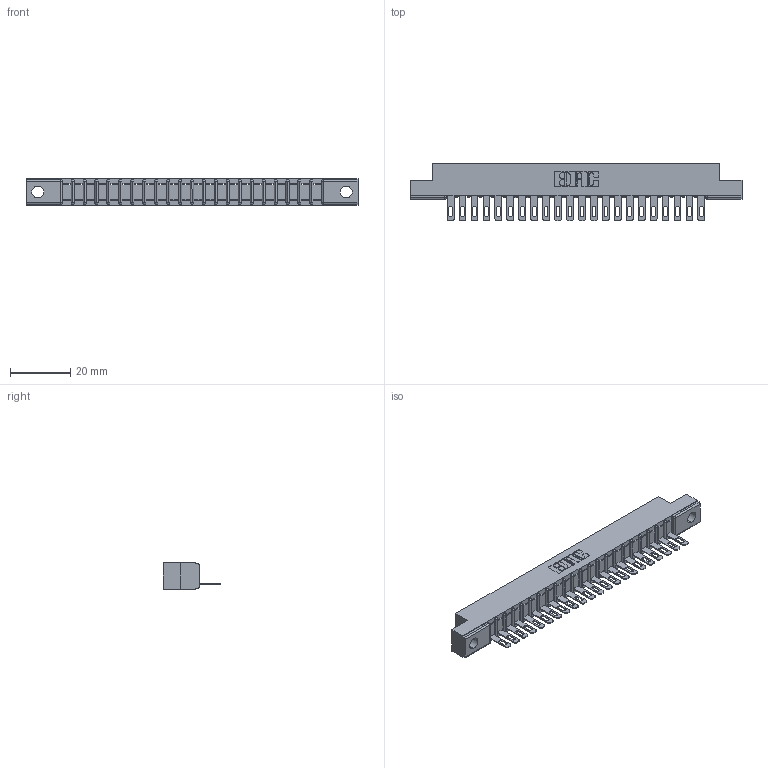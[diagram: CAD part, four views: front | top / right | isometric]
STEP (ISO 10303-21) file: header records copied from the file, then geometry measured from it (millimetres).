
FILE_DESCRIPTION (( 'STEP AP203' ), '1' );
FILE_NAME ('357-022-505-104.STEP', '2019-09-13T23:48:41', ( '' ), ( '' ), 'SwSTEP 2.0', 'SolidWorks 2016', '' );
FILE_SCHEMA (( 'CONFIG_CONTROL_DESIGN' ));
Length unit declared in the file: inch
Products named in the file (3): 307-290-001_505; 357-022-505-104; 307 Part_.156 Dia Mounting Holes
Assembly tree (23 placements, depth 2):
  357-022-505-104
    307 Part_.156 Dia Mounting Holes
    307-290-001_505  x22
Bounding box: 110.19 x 19.18 x 8.71 mm (x, y, z)
Volume: 6880.5 mm3; surface area: 10715.3 mm2
Topology: 23 solids, 23 shells, 1387 faces, 3923 edges, 2522 vertices
Faces by surface type: plane 876, cylinder 465, sphere 46
Entity records: 21718 total; most frequent: CARTESIAN_POINT 3654, ORIENTED_EDGE 3638, DIRECTION 3559, EDGE_CURVE 1819, VECTOR 1393, LINE 1393, VERTEX_POINT 1178, AXIS2_PLACEMENT_3D 1083
